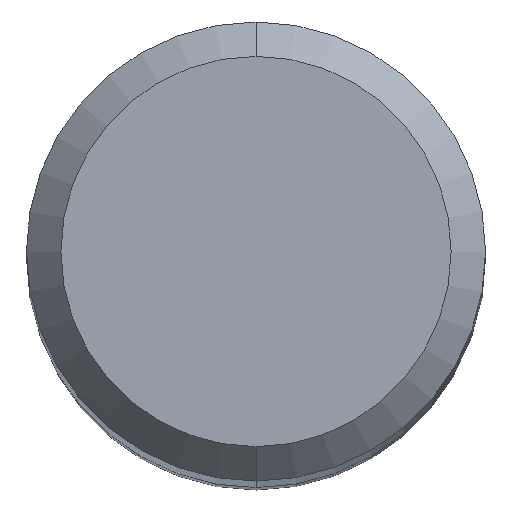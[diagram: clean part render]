
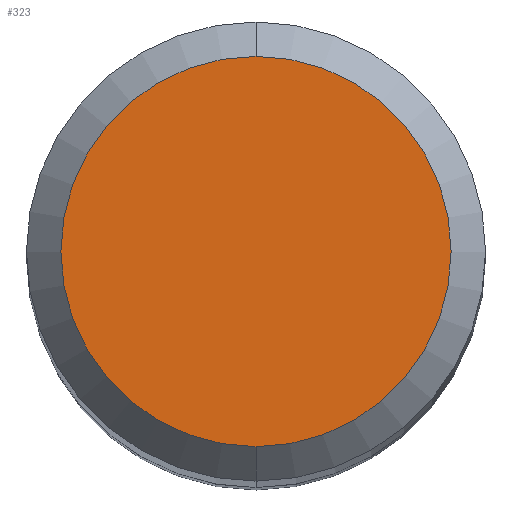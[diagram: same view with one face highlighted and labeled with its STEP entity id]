
A CAD part, top view. The second image highlights one B-rep face of the part: STEP entity #323.
In plain terms, the highlighted planar face has unit normal (0, 0, 1).
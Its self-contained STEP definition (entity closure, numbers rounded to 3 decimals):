
#217=VERTEX_POINT('',#527);
#229=VERTEX_POINT('',#539);
#323=ADVANCED_FACE('',(#641),#642,.T.);
#409=EDGE_CURVE('',#217,#229,#741,.T.);
#413=EDGE_CURVE('',#229,#217,#745,.T.);
#527=CARTESIAN_POINT('',(0.,-1.7,0.0));
#539=CARTESIAN_POINT('',(0.0,1.7,0.0));
#641=FACE_OUTER_BOUND('',#1151,.T.);
#642=PLANE('',#1152);
#741=CIRCLE('',#1339,1.7);
#745=CIRCLE('',#1344,1.7);
#1151=EDGE_LOOP('',(#1589,#1590));
#1152=AXIS2_PLACEMENT_3D('',#1591,#1592,#1593);
#1339=AXIS2_PLACEMENT_3D('',#1736,#1737,#1738);
#1344=AXIS2_PLACEMENT_3D('',#1739,#1740,#1741);
#1589=ORIENTED_EDGE('',*,*,#413,.F.);
#1590=ORIENTED_EDGE('',*,*,#409,.F.);
#1591=CARTESIAN_POINT('',(0.0,0.85,0.0));
#1592=DIRECTION('',(-0.0,0.0,1.0));
#1593=DIRECTION('',(0.0,-1.0,0.0));
#1736=CARTESIAN_POINT('',(0.0,0.0,0.0));
#1737=DIRECTION('',(0.0,0.0,-1.0));
#1738=DIRECTION('',(0.0,1.0,0.0));
#1739=CARTESIAN_POINT('',(0.0,0.0,0.0));
#1740=DIRECTION('',(0.0,0.0,-1.0));
#1741=DIRECTION('',(0.0,1.0,0.0));
